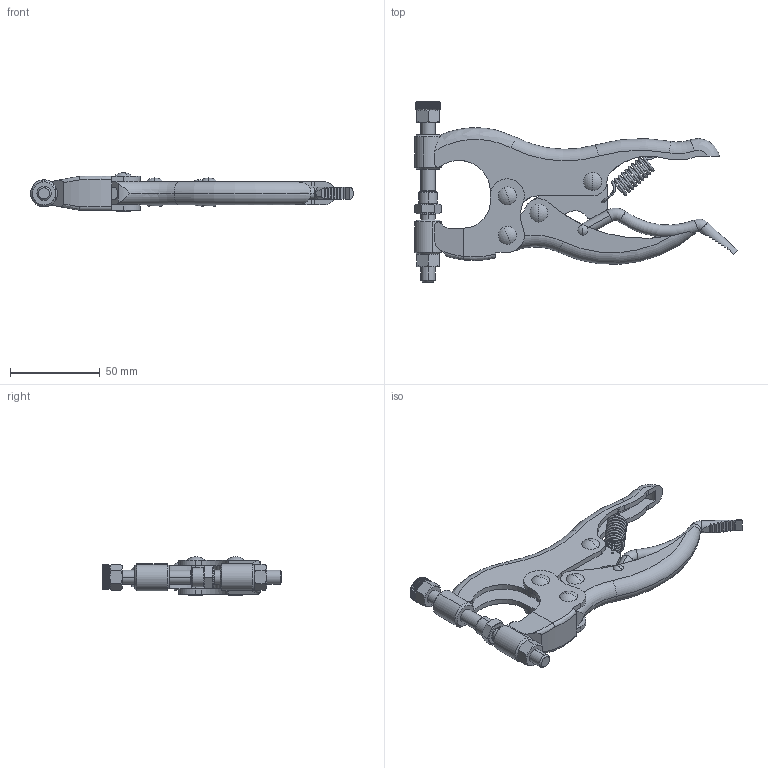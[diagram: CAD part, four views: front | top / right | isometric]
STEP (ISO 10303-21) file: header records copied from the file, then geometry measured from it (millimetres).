
FILE_DESCRIPTION (( 'STEP AP214' ), '1' );
FILE_NAME ('GH-51010(³æ¤@).STEP', '2020-07-27T07:30:48', ( 'LinWei' ), ( '' ), 'SwSTEP 2.0', 'SolidWorks 2016', '' );
FILE_SCHEMA (( 'AUTOMOTIVE_DESIGN' ));
Length unit declared in the file: millimetre
Products named in the file (2): Group1^GH-51010(單一); GH-51010(單一)
Assembly tree (1 placements, depth 2):
  GH-51010(單一)
    Group1^GH-51010(單一)
Bounding box: 179.99 x 100.36 x 21.73 mm (x, y, z)
Volume: 62985.6 mm3; surface area: 39611.2 mm2
Topology: 1 solids, 1 shells, 575 faces, 1392 edges, 834 vertices
Faces by surface type: plane 201, cylinder 159, cone 150, torus 43, bspline 12, sphere 10
Entity records: 25485 total; most frequent: CARTESIAN_POINT 9889, ORIENTED_EDGE 2784, DIRECTION 2695, EDGE_CURVE 1392, AXIS2_PLACEMENT_3D 1148, VERTEX_POINT 834, EDGE_LOOP 616, CIRCLE 581
